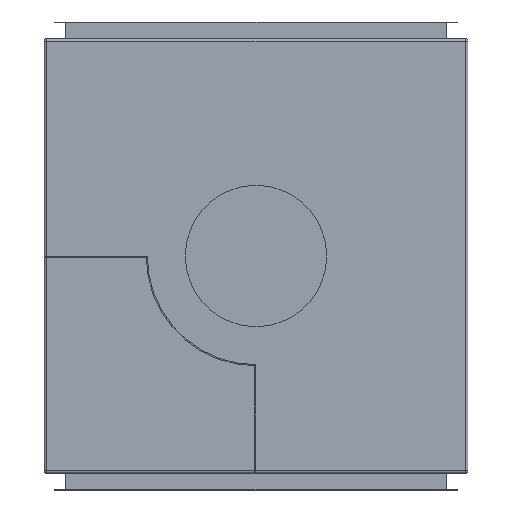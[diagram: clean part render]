
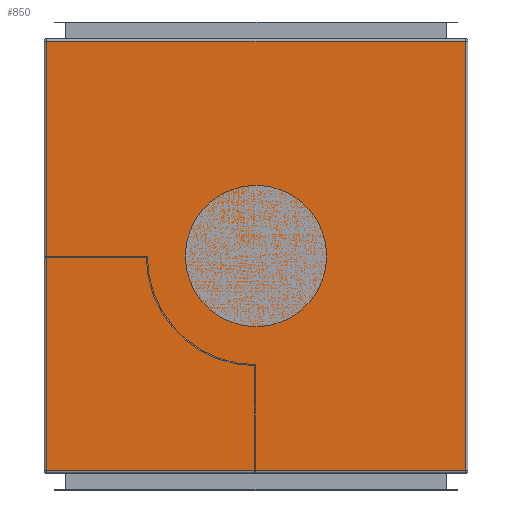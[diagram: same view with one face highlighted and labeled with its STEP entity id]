
A CAD part, front view. The second image highlights one B-rep face of the part: STEP entity #850.
In plain terms, the highlighted planar face has unit normal (0, -1, 0).
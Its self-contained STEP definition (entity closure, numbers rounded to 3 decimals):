
#850 = ADVANCED_FACE ( 'NONE', ( #3082 ), #3081, .F. ) ;
#851 = EDGE_LOOP ( 'NONE', ( #852, #911, #914, #917 ) ) ;
#852 = ORIENTED_EDGE ( 'NONE', *, *, #853, .T. ) ;
#853 = EDGE_CURVE ( 'NONE', #909, #910, #3076, .T. ) ;
#909 = VERTEX_POINT ( 'NONE', #3165 ) ;
#910 = VERTEX_POINT ( 'NONE', #3164 ) ;
#911 = ORIENTED_EDGE ( 'NONE', *, *, #912, .T. ) ;
#912 = EDGE_CURVE ( 'NONE', #910, #913, #3163, .T. ) ;
#913 = VERTEX_POINT ( 'NONE', #3159 ) ;
#914 = ORIENTED_EDGE ( 'NONE', *, *, #915, .T. ) ;
#915 = EDGE_CURVE ( 'NONE', #913, #916, #3158, .T. ) ;
#916 = VERTEX_POINT ( 'NONE', #3154 ) ;
#917 = ORIENTED_EDGE ( 'NONE', *, *, #918, .T. ) ;
#918 = EDGE_CURVE ( 'NONE', #916, #909, #3214, .T. ) ;
#3073 = DIRECTION ( 'NONE',  ( 1., 0., 0. ) ) ;
#3074 = VECTOR ( 'NONE', #3073, 1000. ) ;
#3075 = CARTESIAN_POINT ( 'NONE',  ( -390., 0., -395. ) ) ;
#3076 = LINE ( 'NONE', #3075, #3074 ) ;
#3077 = DIRECTION ( 'NONE',  ( 0., 0., 1. ) ) ;
#3078 = DIRECTION ( 'NONE',  ( 0., 1., 0. ) ) ;
#3079 = AXIS2_PLACEMENT_3D ( 'NONE', #3080, #3078, #3077 ) ;
#3080 = CARTESIAN_POINT ( 'NONE',  ( -390., 0., 400. ) ) ;
#3081 = PLANE ( 'NONE',  #3079 ) ;
#3082 = FACE_OUTER_BOUND ( 'NONE', #851, .T. ) ;
#3154 = CARTESIAN_POINT ( 'NONE',  ( -385., 0., 395. ) ) ;
#3155 = DIRECTION ( 'NONE',  ( -1., 0., 0. ) ) ;
#3156 = VECTOR ( 'NONE', #3155, 1000. ) ;
#3157 = CARTESIAN_POINT ( 'NONE',  ( -390., 0., 395. ) ) ;
#3158 = LINE ( 'NONE', #3157, #3156 ) ;
#3159 = CARTESIAN_POINT ( 'NONE',  ( 385., 0., 395. ) ) ;
#3160 = DIRECTION ( 'NONE',  ( 0., 0., 1. ) ) ;
#3161 = VECTOR ( 'NONE', #3160, 1000. ) ;
#3162 = CARTESIAN_POINT ( 'NONE',  ( 385., 0., 400. ) ) ;
#3163 = LINE ( 'NONE', #3162, #3161 ) ;
#3164 = CARTESIAN_POINT ( 'NONE',  ( 385., 0., -395. ) ) ;
#3165 = CARTESIAN_POINT ( 'NONE',  ( -385., 0., -395. ) ) ;
#3211 = DIRECTION ( 'NONE',  ( 0., 0., -1. ) ) ;
#3212 = VECTOR ( 'NONE', #3211, 1000. ) ;
#3213 = CARTESIAN_POINT ( 'NONE',  ( -385., 0., 400. ) ) ;
#3214 = LINE ( 'NONE', #3213, #3212 ) ;
